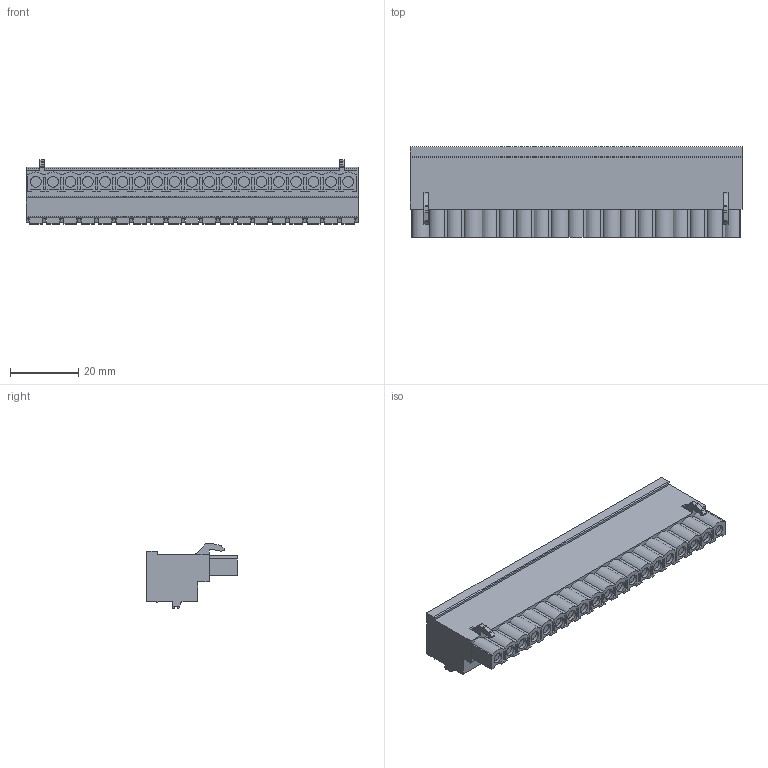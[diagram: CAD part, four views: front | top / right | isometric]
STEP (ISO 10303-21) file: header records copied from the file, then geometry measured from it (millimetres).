
FILE_DESCRIPTION((''),'2;1');
FILE_NAME('3333','2024-09-27T14:16:28',('tluser'),(''),'CREO PARAMETRIC BY PTC INC, 2018100','CREO PARAMETRIC BY PTC INC, 2018100','');
FILE_SCHEMA(('CONFIG_CONTROL_DESIGN'));
Length unit declared in the file: millimetre
Products named in the file (1): 3333
Bounding box: 97.14 x 26.6 x 19.01 mm (x, y, z)
Volume: 26414.4 mm3; surface area: 10927.5 mm2
Topology: 1 solids, 1 shells, 1071 faces, 2760 edges, 1840 vertices
Faces by surface type: plane 725, cylinder 346
Entity records: 32604 total; most frequent: CARTESIAN_POINT 5671, DIRECTION 5594, ORIENTED_EDGE 5520, EDGE_CURVE 2760, VECTOR 2068, LINE 2068, VERTEX_POINT 1840, AXIS2_PLACEMENT_3D 1763
